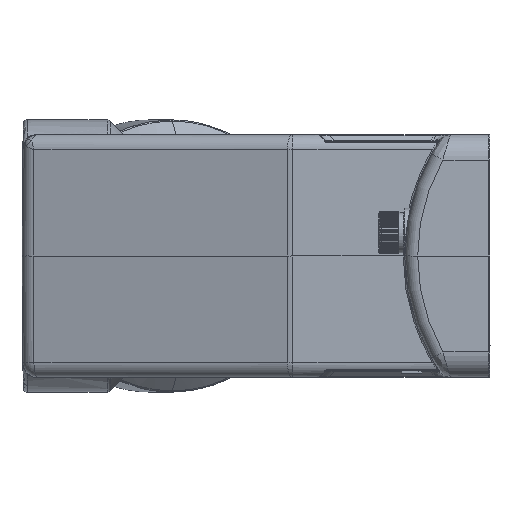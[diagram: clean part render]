
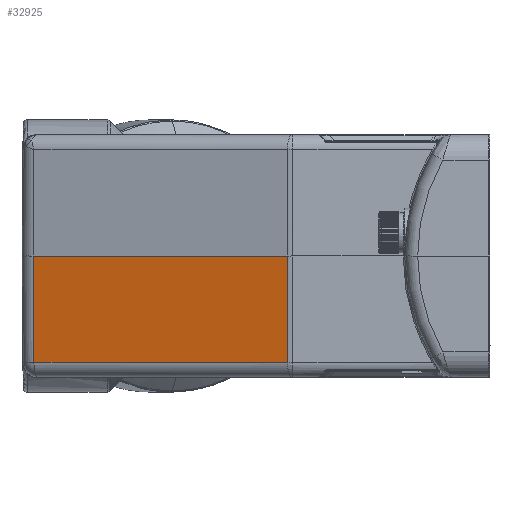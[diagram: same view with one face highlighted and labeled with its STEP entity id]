
A CAD part, left-side view. The second image highlights one B-rep face of the part: STEP entity #32925.
In plain terms, the highlighted planar face has unit normal (-0.966, 0.259, -0.009).
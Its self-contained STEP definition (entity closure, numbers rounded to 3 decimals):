
#20680=DIRECTION('',(0.009,-0.001,-1.));
#20681=VECTOR('',#20680,25.032);
#20682=CARTESIAN_POINT('',(-58.83,47.636,
0.));
#20683=LINE('',#20682,#20681);
#20684=DIRECTION('',(-0.007,0.009,1.));
#20685=VECTOR('',#20684,25.032);
#20686=CARTESIAN_POINT('',(-42.647,107.188,
-25.031));
#20687=LINE('',#20686,#20685);
#20688=DIRECTION('',(-0.259,-0.966,0.));
#20689=VECTOR('',#20688,61.682);
#20690=CARTESIAN_POINT('',(-42.647,107.188,
-25.031));
#20691=LINE('',#20690,#20689);
#22866=DIRECTION('',(0.259,0.966,0.));
#22867=VECTOR('',#22866,61.879);
#22868=CARTESIAN_POINT('',(-58.83,47.636,
0.));
#22869=LINE('',#22868,#22867);
#30470=CARTESIAN_POINT('',(-58.83,47.636,
0.));
#30471=CARTESIAN_POINT('',(-58.611,47.607,
-25.031));
#30472=VERTEX_POINT('',#30470);
#30473=VERTEX_POINT('',#30471);
#30474=CARTESIAN_POINT('',(-42.647,107.188,
-25.031));
#30475=CARTESIAN_POINT('',(-42.814,107.406,
0.));
#30476=VERTEX_POINT('',#30474);
#30477=VERTEX_POINT('',#30475);
#32911=CARTESIAN_POINT('',(-50.716,77.493,
-12.515));
#32912=DIRECTION('',(0.966,-0.259,0.009));
#32913=DIRECTION('',(0.259,0.966,0.));
#32914=AXIS2_PLACEMENT_3D('',#32911,#32912,#32913);
#32915=PLANE('',#32914);
#32916=ORIENTED_EDGE('',*,*,#32901,.T.);
#32918=ORIENTED_EDGE('',*,*,#32917,.F.);
#32920=ORIENTED_EDGE('',*,*,#32919,.T.);
#32922=ORIENTED_EDGE('',*,*,#32921,.F.);
#32923=EDGE_LOOP('',(#32916,#32918,#32920,#32922));
#32924=FACE_OUTER_BOUND('',#32923,.F.);
#32925=ADVANCED_FACE('',(#32924),#32915,.F.);
#32901=EDGE_CURVE('',#30472,#30473,#20683,.T.);
#32917=EDGE_CURVE('',#30476,#30473,#20691,.T.);
#32919=EDGE_CURVE('',#30476,#30477,#20687,.T.);
#32921=EDGE_CURVE('',#30472,#30477,#22869,.T.);
